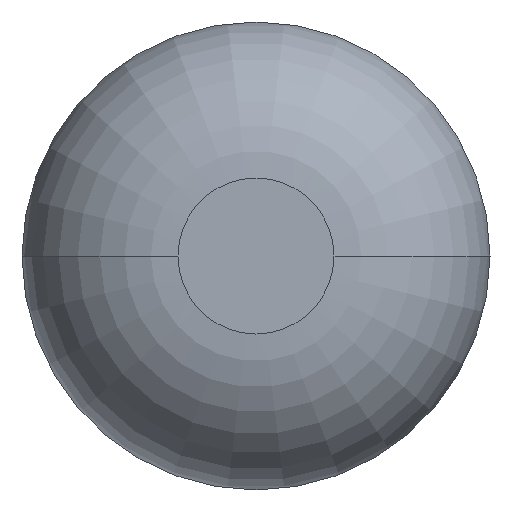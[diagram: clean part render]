
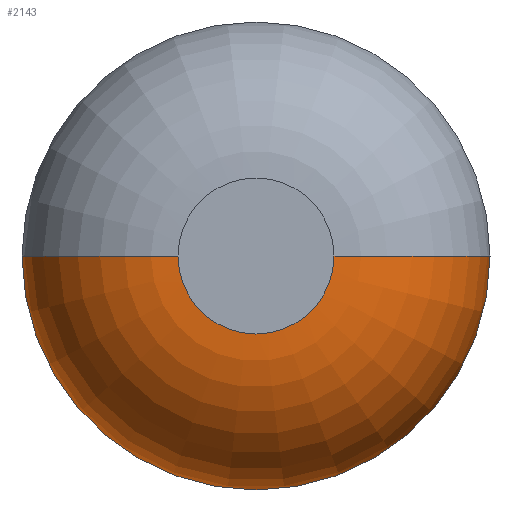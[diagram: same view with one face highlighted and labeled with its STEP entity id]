
A CAD part, front view. The second image highlights one B-rep face of the part: STEP entity #2143.
In plain terms, the highlighted toroidal (fillet/blend) face has major radius 0.125 mm and minor radius 0.25 mm.
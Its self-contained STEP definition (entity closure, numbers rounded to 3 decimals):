
#79 = ORIENTED_EDGE ( 'NONE', *, *, #579, .T. ) ;
#150 = VERTEX_POINT ( 'NONE', #2245 ) ;
#180 = DIRECTION ( 'NONE',  ( 0., 1., 0. ) ) ;
#242 = DIRECTION ( 'NONE',  ( -1., 0., 0. ) ) ;
#263 = EDGE_CURVE ( 'NONE', #1578, #2045, #1102, .T. ) ;
#322 = DIRECTION ( 'NONE',  ( 1., 0., 0. ) ) ;
#483 = DIRECTION ( 'NONE',  ( 0., 1., 0. ) ) ;
#579 = EDGE_CURVE ( 'NONE', #2629, #150, #1869, .T. ) ;
#636 = CARTESIAN_POINT ( 'NONE',  ( 0., -18.25, 0. ) ) ;
#658 = CIRCLE ( 'NONE', #969, 0.125 ) ;
#881 = DIRECTION ( 'NONE',  ( 1., 0., 0. ) ) ;
#927 = CARTESIAN_POINT ( 'NONE',  ( 0.125, -18.5, 0. ) ) ;
#969 = AXIS2_PLACEMENT_3D ( 'NONE', #1499, #1769, #1309 ) ;
#988 = EDGE_CURVE ( 'Defeature ausgef�hrt1_0+Defeature ausgef�hrt1_2+Defeature ausgef�hrt1_2+Defeature ausgef�hrt1_2', #2045, #150, #1173, .T. ) ;
#1102 = CIRCLE ( 'NONE', #2482, 0.25 ) ;
#1173 = CIRCLE ( 'NONE', #1619, 0.375 ) ;
#1309 = DIRECTION ( 'NONE',  ( 1., 0., 0. ) ) ;
#1388 = ORIENTED_EDGE ( 'NONE', *, *, #2266, .F. ) ;
#1414 = ORIENTED_EDGE ( 'NONE', *, *, #988, .F. ) ;
#1499 = CARTESIAN_POINT ( 'NONE',  ( 0., -18.5, 0. ) ) ;
#1578 = VERTEX_POINT ( 'NONE', #927 ) ;
#1606 = EDGE_LOOP ( 'NONE', ( #1388, #79, #1414, #3079 ) ) ;
#1619 = AXIS2_PLACEMENT_3D ( 'NONE', #636, #180, #881 ) ;
#1702 = TOROIDAL_SURFACE ( 'NONE', #2182, 0.125, 0.25 ) ;
#1752 = DIRECTION ( 'NONE',  ( 0., 0., 1. ) ) ;
#1769 = DIRECTION ( 'NONE',  ( 0., -1., 0. ) ) ;
#1810 = FACE_OUTER_BOUND ( 'NONE', #1606, .T. ) ;
#1869 = CIRCLE ( 'NONE', #2974, 0.25 ) ;
#2045 = VERTEX_POINT ( 'NONE', #2318 ) ;
#2098 = CARTESIAN_POINT ( 'NONE',  ( 0., -18.25, 0. ) ) ;
#2143 = ADVANCED_FACE ( 'Defeature ausgef�hrt1_2', ( #1810 ), #1702, .T. ) ;
#2145 = DIRECTION ( 'NONE',  ( 0., 0., -1. ) ) ;
#2182 = AXIS2_PLACEMENT_3D ( 'NONE', #2098, #483, #2848 ) ;
#2245 = CARTESIAN_POINT ( 'NONE',  ( -0.375, -18.25, 0. ) ) ;
#2266 = EDGE_CURVE ( 'Defeature ausgef�hrt1_1+Defeature ausgef�hrt1_2+Defeature ausgef�hrt1_2+Defeature ausgef�hrt1_2', #2629, #1578, #658, .T. ) ;
#2318 = CARTESIAN_POINT ( 'NONE',  ( 0.375, -18.25, 0. ) ) ;
#2482 = AXIS2_PLACEMENT_3D ( 'NONE', #2941, #1752, #322 ) ;
#2629 = VERTEX_POINT ( 'NONE', #3065 ) ;
#2634 = CARTESIAN_POINT ( 'NONE',  ( -0.125, -18.25, 0. ) ) ;
#2848 = DIRECTION ( 'NONE',  ( 1., 0., 0. ) ) ;
#2941 = CARTESIAN_POINT ( 'NONE',  ( 0.125, -18.25, 0. ) ) ;
#2974 = AXIS2_PLACEMENT_3D ( 'NONE', #2634, #2145, #242 ) ;
#3065 = CARTESIAN_POINT ( 'NONE',  ( -0.125, -18.5, 0. ) ) ;
#3079 = ORIENTED_EDGE ( 'NONE', *, *, #263, .F. ) ;
